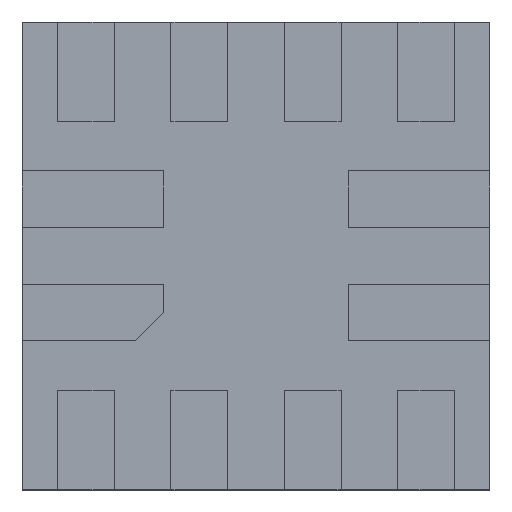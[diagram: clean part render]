
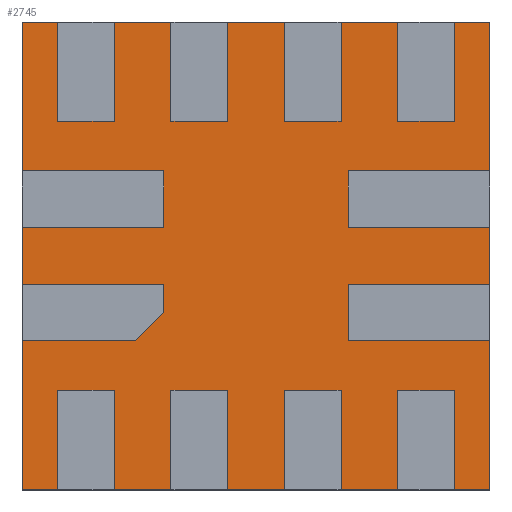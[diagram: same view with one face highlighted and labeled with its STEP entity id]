
A CAD part, top view. The second image highlights one B-rep face of the part: STEP entity #2745.
In plain terms, the highlighted planar face has unit normal (0, 0, 1).
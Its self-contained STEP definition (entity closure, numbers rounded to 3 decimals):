
#211 = DIRECTION ( 'NONE',  ( 0., -1., 0. ) ) ;
#267 = LINE ( 'NONE', #394, #1183 ) ;
#323 = VECTOR ( 'NONE', #810, 1000. ) ;
#394 = CARTESIAN_POINT ( 'NONE',  ( -1., -0.9, 0.55 ) ) ;
#562 = CARTESIAN_POINT ( 'NONE',  ( 1., 0.75, 0.55 ) ) ;
#571 = ORIENTED_EDGE ( 'NONE', *, *, #1330, .F. ) ;
#636 = ORIENTED_EDGE ( 'NONE', *, *, #1169, .F. ) ;
#678 = VECTOR ( 'NONE', #211, 1000. ) ;
#810 = DIRECTION ( 'NONE',  ( 1., 0., 0. ) ) ;
#968 = VERTEX_POINT ( 'NONE', #2188 ) ;
#974 = FACE_OUTER_BOUND ( 'NONE', #3229, .T. ) ;
#1007 = CARTESIAN_POINT ( 'NONE',  ( -0.7, 0.75, 0.55 ) ) ;
#1117 = ORIENTED_EDGE ( 'NONE', *, *, #2223, .F. ) ;
#1169 = EDGE_CURVE ( 'NONE', #968, #2011, #2670, .T. ) ;
#1183 = VECTOR ( 'NONE', #3173, 1000. ) ;
#1330 = EDGE_CURVE ( 'NONE', #2153, #2805, #2877, .T. ) ;
#1460 = DIRECTION ( 'NONE',  ( 1., 0., 0. ) ) ;
#1493 = DIRECTION ( 'NONE',  ( 0., 0., 1. ) ) ;
#1607 = CARTESIAN_POINT ( 'NONE',  ( -0.7, -0.9, 0.55 ) ) ;
#1686 = CARTESIAN_POINT ( 'NONE',  ( -0.7, 0.75, 0.55 ) ) ;
#2011 = VERTEX_POINT ( 'NONE', #2337 ) ;
#2031 = EDGE_CURVE ( 'NONE', #2805, #968, #3165, .T. ) ;
#2153 = VERTEX_POINT ( 'NONE', #1607 ) ;
#2188 = CARTESIAN_POINT ( 'NONE',  ( 0.95, 0.75, 0.55 ) ) ;
#2223 = EDGE_CURVE ( 'NONE', #2011, #2153, #267, .T. ) ;
#2337 = CARTESIAN_POINT ( 'NONE',  ( 0.95, -0.9, 0.55 ) ) ;
#2394 = ORIENTED_EDGE ( 'NONE', *, *, #2031, .F. ) ;
#2430 = DIRECTION ( 'NONE',  ( 0., 1., 0. ) ) ;
#2518 = CARTESIAN_POINT ( 'NONE',  ( 0., 0., 0.55 ) ) ;
#2580 = PLANE ( 'NONE',  #3228 ) ;
#2670 = LINE ( 'NONE', #3008, #678 ) ;
#2745 = ADVANCED_FACE ( 'NONE', ( #974 ), #2580, .T. ) ;
#2805 = VERTEX_POINT ( 'NONE', #1007 ) ;
#2877 = LINE ( 'NONE', #1686, #3037 ) ;
#3008 = CARTESIAN_POINT ( 'NONE',  ( 0.95, -0.75, 0.55 ) ) ;
#3037 = VECTOR ( 'NONE', #2430, 1000. ) ;
#3165 = LINE ( 'NONE', #562, #323 ) ;
#3173 = DIRECTION ( 'NONE',  ( -1., 0., 0. ) ) ;
#3228 = AXIS2_PLACEMENT_3D ( 'NONE', #2518, #1493, #1460 ) ;
#3229 = EDGE_LOOP ( 'NONE', ( #571, #1117, #636, #2394 ) ) ;
